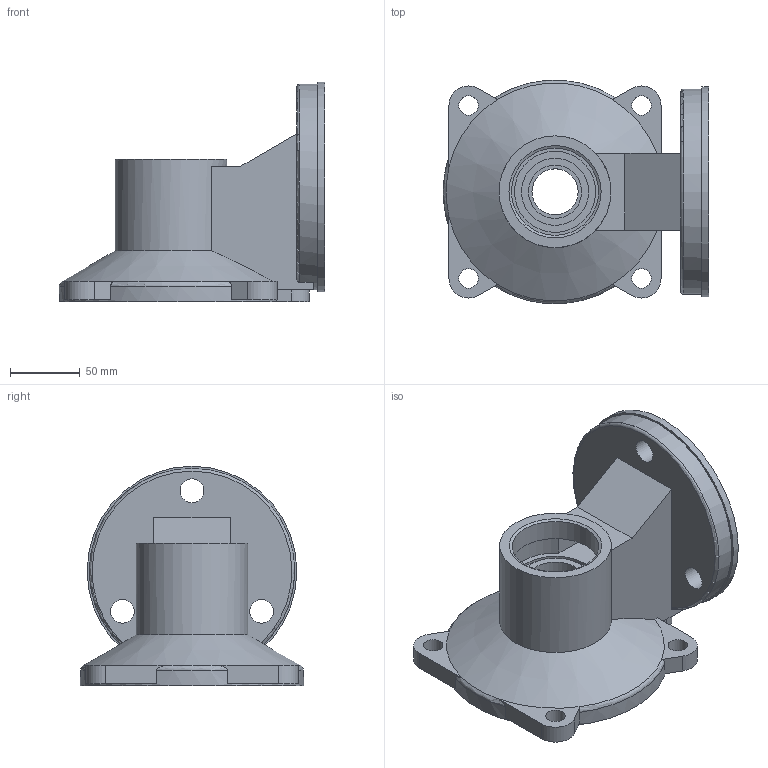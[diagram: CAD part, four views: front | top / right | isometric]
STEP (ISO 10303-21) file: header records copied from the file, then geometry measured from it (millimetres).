
FILE_DESCRIPTION(/* description */ (''),/* implementation_level */ '2;1');
FILE_NAME(/* name */ 'Part 100.stp',/* time_stamp */ '2015-03-03T16:14:18+02:00',/* author */ ('SFC'),/* organization */ (''),/* preprocessor_version */ 'ST-DEVELOPER v15.2',/* originating_system */ 'Autodesk Inventor 2014',/* authorisation */ '');
FILE_SCHEMA (('AUTOMOTIVE_DESIGN { 1 0 10303 214 3 1 1 }'));
Length unit declared in the file: millimetre
Products named in the file (1): Part 100
Bounding box: 190 x 159.85 x 157 mm (x, y, z)
Volume: 727500.1 mm3; surface area: 182963.5 mm2
Topology: 1 solids, 1 shells, 135 faces, 357 edges, 238 vertices
Faces by surface type: plane 76, cylinder 49, torus 6, cone 4
Full cylindrical faces by diameter (mm): 2.3 x1, 5 x1, 9 x2, 14 x4, 15 x2, 17 x3, 33 x1, 37 x1, 38 x1, 48 x2, 52 x1, 58 x1, 62.377 x1, 80 x1, 132 x1, 147 x1, 150 x2
Entity records: 4165 total; most frequent: CARTESIAN_POINT 833, DIRECTION 691, ORIENTED_EDGE 628, EDGE_CURVE 314, AXIS2_PLACEMENT_3D 259, VERTEX_POINT 223, EDGE_LOOP 203, LINE 173
